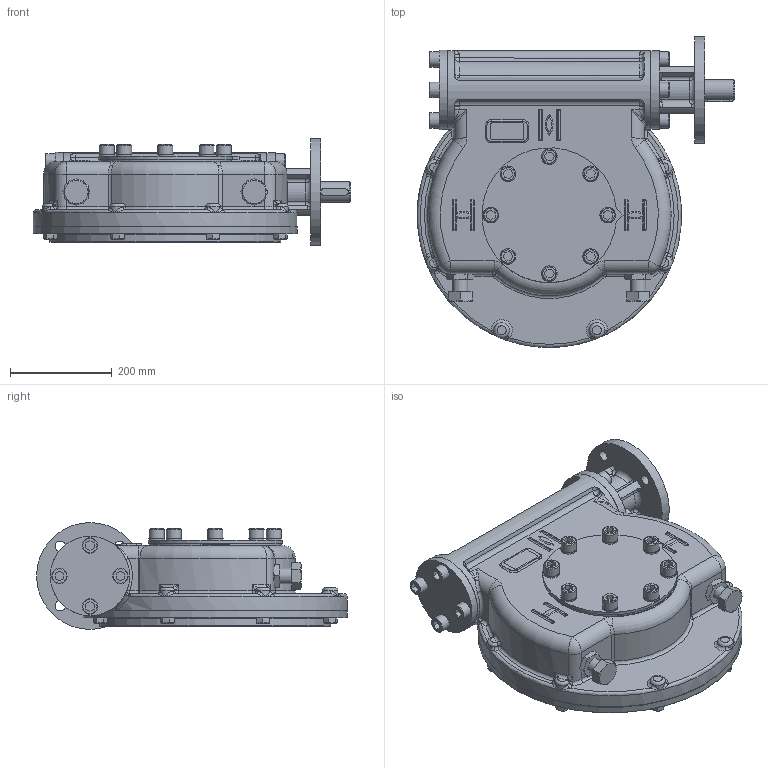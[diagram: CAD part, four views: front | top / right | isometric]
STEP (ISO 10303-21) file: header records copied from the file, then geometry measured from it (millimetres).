
FILE_DESCRIPTION(/* description */ ('Unknown'),/* implementation_level */ '2;1');
FILE_NAME(/* name */ 'PUB-IW8FB-F16-F40',/* time_stamp */ '2016-06-28T15:33:37+01:00',/* author */ ('Unknown'),/* organization */ ('Unknown'),/* preprocessor_version */ 'ST-DEVELOPER v16',/* originating_system */ 'DEX',/* authorisation */ $);
FILE_SCHEMA (('AUTOMOTIVE_DESIGN {1 0 10303 214 3 1 1}'));
Length unit declared in the file: millimetre
Products named in the file (1): PUB-IW8FB-F16-F40
Bounding box: 624.94 x 611.38 x 210 mm (x, y, z)
Surface area: 1254066.5 mm2 (no closed solid volume)
Topology: 0 solids, 57 shells, 851 faces, 2288 edges, 1439 vertices
Faces by surface type: plane 333, cylinder 184, bspline 121, cone 108, torus 79, sphere 26
Full cylindrical faces by diameter (mm): 17 x8, 20.5 x4, 30 x18, 30.7 x8, 31.67 x8, 40 x1, 130.1 x1, 155 x1, 195 x1, 210 x1, 260 x1, 454.5 x1
Entity records: 40833 total; most frequent: CARTESIAN_POINT 21051, DIRECTION 3807, ORIENTED_EDGE 3713, EDGE_CURVE 2090, AXIS2_PLACEMENT_3D 1502, VERTEX_POINT 1398, EDGE_LOOP 1089, FACE_BOUND 1089
